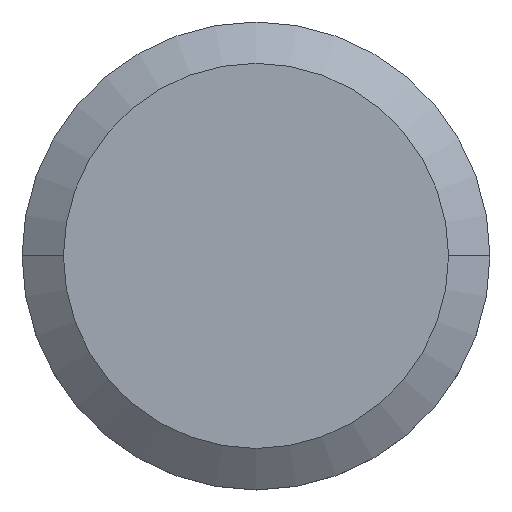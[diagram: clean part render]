
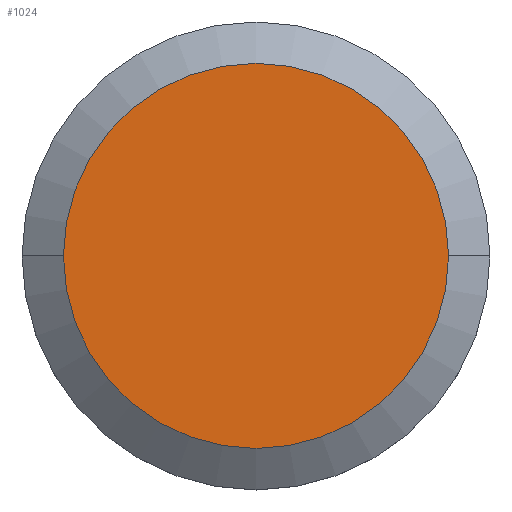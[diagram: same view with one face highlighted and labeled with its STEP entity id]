
A CAD part, top view. The second image highlights one B-rep face of the part: STEP entity #1024.
In plain terms, the highlighted planar face has unit normal (0, 0, 1).
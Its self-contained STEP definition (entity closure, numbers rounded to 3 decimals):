
#1004=CARTESIAN_POINT('POINT71',(-2.469,0.,4.719));
#1005=VERTEX_POINT('VERTEX71',#1004);
#1006=CARTESIAN_POINT('POINT72',(2.469,0.,
   4.719));
#1007=VERTEX_POINT('VERTEX72',#1006);
#1008=CARTESIAN_POINT('POS117',(0.,0.,
   4.719));
#1009=DIRECTION('DIR183',(0.,0.,
   1.));
#1010=DIRECTION('DIR184',(-1.,0.,
   0.));
#1011=AXIS2_PLACEMENT_3D('AXIS67',#1008,#1009,#1010);
#1012=CIRCLE('ELLIPSE46',#1011,2.469);
#1013=EDGE_CURVE('EDGE96',#1005,#1007,#1012,.T.);
#1014=ORIENTED_EDGE('COEDGE161',*,*,#1013,.T.);
#1015=EDGE_CURVE('EDGE97',#1007,#1005,#1012,.T.);
#1016=ORIENTED_EDGE('COEDGE162',*,*,#1015,.T.);
#1017=EDGE_LOOP('NONE',(#1014,#1016));
#1018=FACE_BOUND('LOOP1',#1017,.T.);
#1019=CARTESIAN_POINT('POS118',(0.,0.,
   4.719));
#1020=DIRECTION('DIR185',(0.,0.,1.));
#1021=DIRECTION('DIR186',(1.,0.,0.));
#1022=AXIS2_PLACEMENT_3D('AXIS68',#1019,#1020,#1021);
#1023=PLANE('PLANE17',#1022);
#1024=ADVANCED_FACE('FACE27',(#1018),#1023,.T.);
